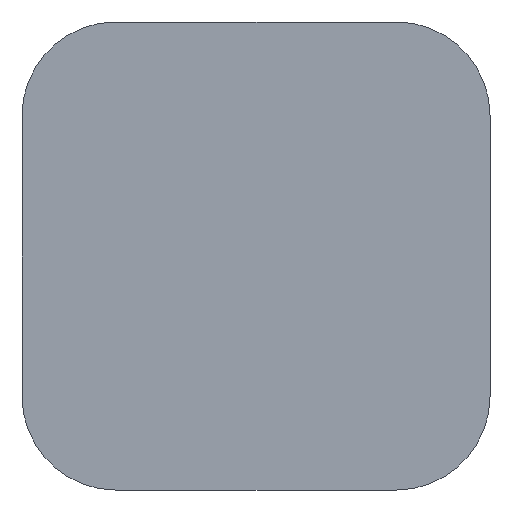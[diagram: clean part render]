
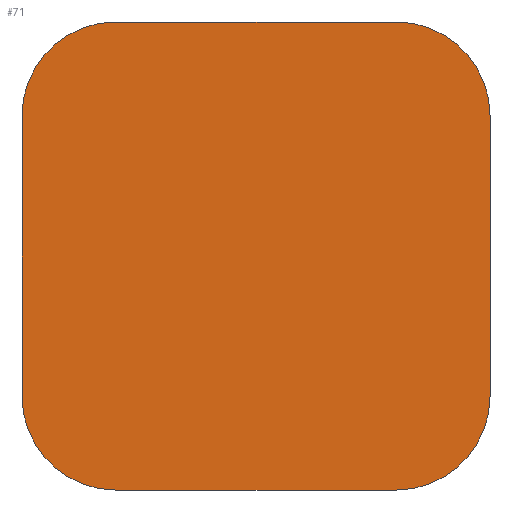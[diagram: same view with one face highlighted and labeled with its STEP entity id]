
A CAD part, front view. The second image highlights one B-rep face of the part: STEP entity #71.
In plain terms, the highlighted planar face has unit normal (0, -1, 0).
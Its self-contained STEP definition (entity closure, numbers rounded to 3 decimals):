
#1 = CARTESIAN_POINT ( 'NONE',  ( 12.5, 0., -2.5 ) ) ;
#3 = VERTEX_POINT ( 'NONE', #210 ) ;
#18 = CARTESIAN_POINT ( 'NONE',  ( 10., 0., -10. ) ) ;
#21 = DIRECTION ( 'NONE',  ( -1., 0., 0. ) ) ;
#28 = AXIS2_PLACEMENT_3D ( 'NONE', #112, #358, #287 ) ;
#29 = CARTESIAN_POINT ( 'NONE',  ( 12.5, 0., 0. ) ) ;
#36 = CARTESIAN_POINT ( 'NONE',  ( 2.5, 0., 0. ) ) ;
#38 = CARTESIAN_POINT ( 'NONE',  ( 2.5, 0., -12.5 ) ) ;
#41 = VERTEX_POINT ( 'NONE', #300 ) ;
#49 = DIRECTION ( 'NONE',  ( 0., -1., 0. ) ) ;
#54 = CARTESIAN_POINT ( 'NONE',  ( 2.5, 0., -10. ) ) ;
#59 = ORIENTED_EDGE ( 'NONE', *, *, #163, .T. ) ;
#71 = ADVANCED_FACE ( 'NONE', ( #159 ), #212, .T. ) ;
#74 = ORIENTED_EDGE ( 'NONE', *, *, #93, .F. ) ;
#75 = LINE ( 'NONE', #275, #362 ) ;
#83 = CARTESIAN_POINT ( 'NONE',  ( 0., 0., -2.5 ) ) ;
#92 = ORIENTED_EDGE ( 'NONE', *, *, #267, .T. ) ;
#93 = EDGE_CURVE ( 'NONE', #110, #270, #295, .T. ) ;
#97 = VECTOR ( 'NONE', #251, 1000. ) ;
#106 = EDGE_CURVE ( 'NONE', #41, #205, #232, .T. ) ;
#110 = VERTEX_POINT ( 'NONE', #122 ) ;
#112 = CARTESIAN_POINT ( 'NONE',  ( 0., 0., 0. ) ) ;
#122 = CARTESIAN_POINT ( 'NONE',  ( 10., 0., -12.5 ) ) ;
#127 = CIRCLE ( 'NONE', #351, 2.5 ) ;
#129 = ORIENTED_EDGE ( 'NONE', *, *, #330, .T. ) ;
#135 = DIRECTION ( 'NONE',  ( 0., 0., -1. ) ) ;
#138 = ORIENTED_EDGE ( 'NONE', *, *, #188, .T. ) ;
#152 = LINE ( 'NONE', #29, #97 ) ;
#159 = FACE_OUTER_BOUND ( 'NONE', #182, .T. ) ;
#163 = EDGE_CURVE ( 'NONE', #355, #179, #283, .T. ) ;
#170 = DIRECTION ( 'NONE',  ( 0., -1., 0. ) ) ;
#179 = VERTEX_POINT ( 'NONE', #259 ) ;
#181 = CARTESIAN_POINT ( 'NONE',  ( 0., 0., -12.5 ) ) ;
#182 = EDGE_LOOP ( 'NONE', ( #74, #129, #222, #59, #286, #138, #348, #92 ) ) ;
#185 = CARTESIAN_POINT ( 'NONE',  ( 0., 0., 0. ) ) ;
#188 = EDGE_CURVE ( 'NONE', #203, #205, #349, .T. ) ;
#191 = CIRCLE ( 'NONE', #297, 2.5 ) ;
#193 = AXIS2_PLACEMENT_3D ( 'NONE', #359, #170, #135 ) ;
#195 = DIRECTION ( 'NONE',  ( 0., 0., 1. ) ) ;
#201 = DIRECTION ( 'NONE',  ( 0., 0., -1. ) ) ;
#203 = VERTEX_POINT ( 'NONE', #36 ) ;
#205 = VERTEX_POINT ( 'NONE', #83 ) ;
#208 = AXIS2_PLACEMENT_3D ( 'NONE', #263, #340, #272 ) ;
#210 = CARTESIAN_POINT ( 'NONE',  ( 12.5, 0., -10. ) ) ;
#212 = PLANE ( 'NONE',  #28 ) ;
#222 = ORIENTED_EDGE ( 'NONE', *, *, #226, .F. ) ;
#226 = EDGE_CURVE ( 'NONE', #355, #3, #152, .T. ) ;
#232 = LINE ( 'NONE', #185, #316 ) ;
#234 = DIRECTION ( 'NONE',  ( 0., 0., -1. ) ) ;
#242 = VECTOR ( 'NONE', #21, 1000. ) ;
#251 = DIRECTION ( 'NONE',  ( 0., 0., -1. ) ) ;
#259 = CARTESIAN_POINT ( 'NONE',  ( 10., 0., 0. ) ) ;
#263 = CARTESIAN_POINT ( 'NONE',  ( 10., 0., -2.5 ) ) ;
#267 = EDGE_CURVE ( 'NONE', #41, #270, #191, .T. ) ;
#270 = VERTEX_POINT ( 'NONE', #38 ) ;
#272 = DIRECTION ( 'NONE',  ( 0., 0., -1. ) ) ;
#273 = EDGE_CURVE ( 'NONE', #203, #179, #75, .T. ) ;
#275 = CARTESIAN_POINT ( 'NONE',  ( 0., 0., 0. ) ) ;
#283 = CIRCLE ( 'NONE', #208, 2.5 ) ;
#286 = ORIENTED_EDGE ( 'NONE', *, *, #273, .F. ) ;
#287 = DIRECTION ( 'NONE',  ( 0., 0., -1. ) ) ;
#295 = LINE ( 'NONE', #181, #242 ) ;
#297 = AXIS2_PLACEMENT_3D ( 'NONE', #54, #304, #201 ) ;
#300 = CARTESIAN_POINT ( 'NONE',  ( 0., 0., -10. ) ) ;
#304 = DIRECTION ( 'NONE',  ( 0., -1., 0. ) ) ;
#316 = VECTOR ( 'NONE', #195, 1000. ) ;
#330 = EDGE_CURVE ( 'NONE', #110, #3, #127, .T. ) ;
#340 = DIRECTION ( 'NONE',  ( 0., -1., 0. ) ) ;
#348 = ORIENTED_EDGE ( 'NONE', *, *, #106, .F. ) ;
#349 = CIRCLE ( 'NONE', #193, 2.5 ) ;
#351 = AXIS2_PLACEMENT_3D ( 'NONE', #18, #49, #234 ) ;
#355 = VERTEX_POINT ( 'NONE', #1 ) ;
#358 = DIRECTION ( 'NONE',  ( 0., -1., 0. ) ) ;
#359 = CARTESIAN_POINT ( 'NONE',  ( 2.5, 0., -2.5 ) ) ;
#362 = VECTOR ( 'NONE', #371, 1000. ) ;
#371 = DIRECTION ( 'NONE',  ( 1., 0., 0. ) ) ;
